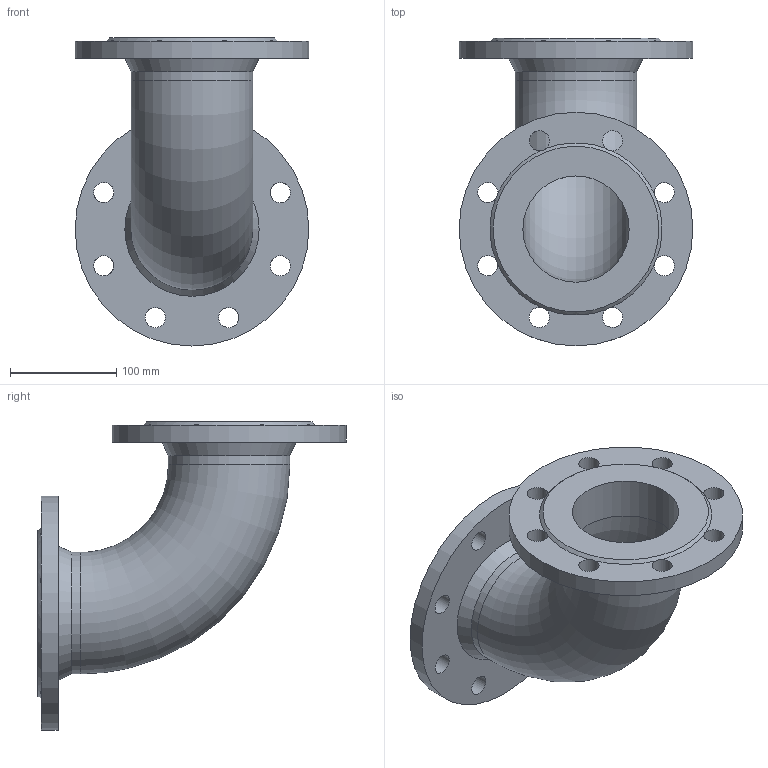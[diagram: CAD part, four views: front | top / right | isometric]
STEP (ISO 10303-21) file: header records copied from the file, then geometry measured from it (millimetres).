
FILE_DESCRIPTION (( 'STEP AP203' ), '1' );
FILE_NAME ('100-90.STEP', '2017-10-30T08:28:44', ( 'Windows User' ), ( 'AVK' ), 'SwSTEP 2.0', 'SolidWorks 2012', '' );
FILE_SCHEMA (( 'CONFIG_CONTROL_DESIGN' ));
Length unit declared in the file: millimetre
Products named in the file (1): 100-90
Bounding box: 220 x 290 x 290 mm (x, y, z)
Volume: 1628333.2 mm3; surface area: 330674.8 mm2
Topology: 1 solids, 1 shells, 34 faces, 129 edges, 85 vertices
Faces by surface type: cylinder 22, plane 6, cone 4, torus 2
Full cylindrical faces by diameter (mm): 19 x16, 100 x2, 114.4 x2, 220 x2
Entity records: 1321 total; most frequent: CARTESIAN_POINT 323, DIRECTION 198, ORIENTED_EDGE 160, AXIS2_PLACEMENT_3D 99, EDGE_LOOP 84, EDGE_CURVE 80, CIRCLE 64, VERTEX_POINT 64
